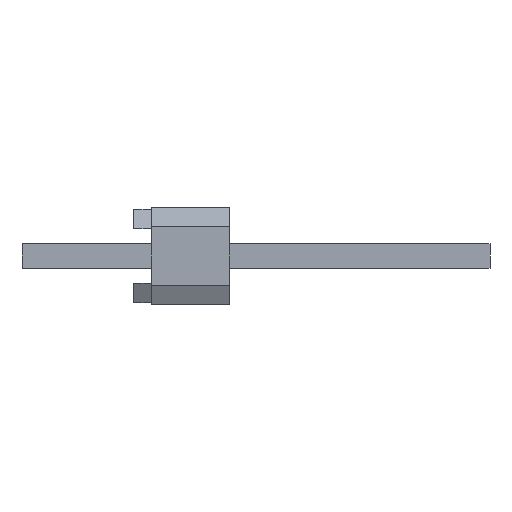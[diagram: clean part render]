
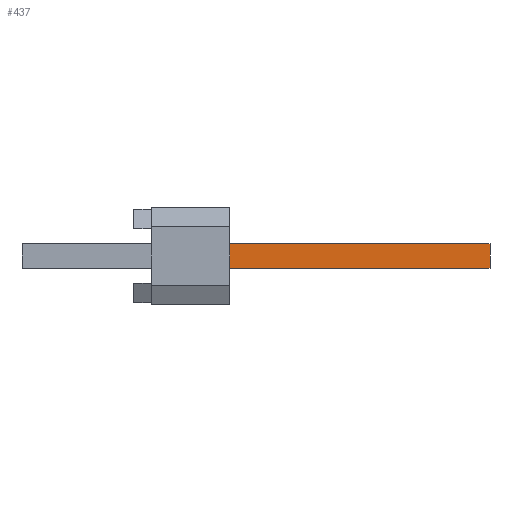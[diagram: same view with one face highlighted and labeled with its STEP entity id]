
A CAD part, left-side view. The second image highlights one B-rep face of the part: STEP entity #437.
In plain terms, the highlighted planar face has unit normal (-1, 0, 0).
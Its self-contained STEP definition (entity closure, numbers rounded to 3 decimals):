
#437=ADVANCED_FACE('',(#951),#952,.T.);
#951=FACE_OUTER_BOUND('',#1795,.T.);
#952=PLANE('',#1796);
#1795=EDGE_LOOP('',(#3066,#3067,#3068,#3069));
#1796=AXIS2_PLACEMENT_3D('',#3070,#3071,#3072);
#3066=ORIENTED_EDGE('',*,*,#5948,.T.);
#3067=ORIENTED_EDGE('',*,*,#6078,.T.);
#3068=ORIENTED_EDGE('',*,*,#5954,.F.);
#3069=ORIENTED_EDGE('',*,*,#6039,.F.);
#3070=CARTESIAN_POINT('',(-11.748,-1.016,-0.318));
#3071=DIRECTION('',(-1.0,0.0,0.0));
#3072=DIRECTION('',(0.0,0.0,1.0));
#5948=EDGE_CURVE('',#7193,#7191,#7194,.T.);
#5954=EDGE_CURVE('',#7202,#7203,#7204,.T.);
#6039=EDGE_CURVE('',#7193,#7202,#7371,.T.);
#6078=EDGE_CURVE('',#7191,#7203,#7446,.T.);
#7191=VERTEX_POINT('',#9075);
#7193=VERTEX_POINT('',#9078);
#7194=LINE('',#9079,#9080);
#7202=VERTEX_POINT('',#9093);
#7203=VERTEX_POINT('',#9094);
#7204=LINE('',#9095,#9096);
#7371=LINE('',#9347,#9348);
#7446=LINE('',#9461,#9462);
#9075=CARTESIAN_POINT('',(-11.748,-7.772,-0.318));
#9078=CARTESIAN_POINT('',(-11.748,-1.016,-0.318));
#9079=CARTESIAN_POINT('',(-11.748,-1.016,-0.318));
#9080=VECTOR('',#11068,6.756);
#9093=CARTESIAN_POINT('',(-11.748,-1.016,0.318));
#9094=CARTESIAN_POINT('',(-11.748,-7.772,0.318));
#9095=CARTESIAN_POINT('',(-11.748,-1.016,0.318));
#9096=VECTOR('',#11074,6.756);
#9347=CARTESIAN_POINT('',(-11.748,-1.016,-0.318));
#9348=VECTOR('',#11159,0.635);
#9461=CARTESIAN_POINT('',(-11.748,-7.772,-0.318));
#9462=VECTOR('',#11198,0.635);
#11068=DIRECTION('',(0.0,-1.0,0.0));
#11074=DIRECTION('',(0.0,-1.0,0.0));
#11159=DIRECTION('',(0.0,0.0,1.0));
#11198=DIRECTION('',(0.0,0.0,1.0));
